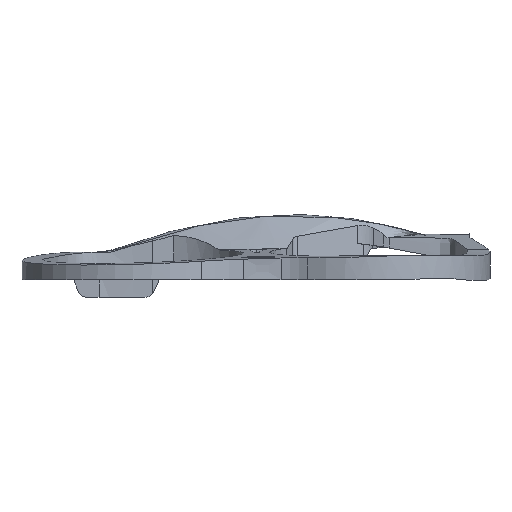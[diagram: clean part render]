
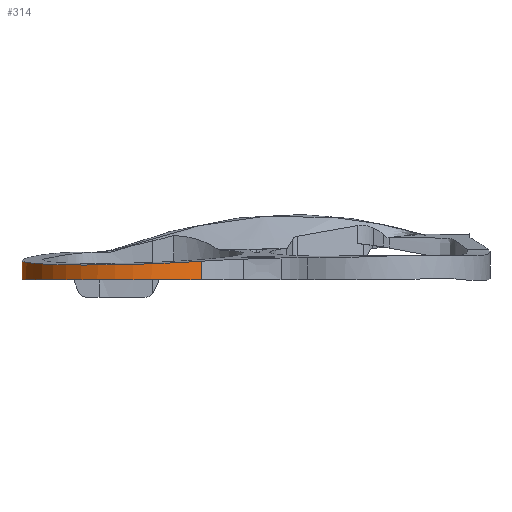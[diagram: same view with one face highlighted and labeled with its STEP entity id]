
A CAD part, front view. The second image highlights one B-rep face of the part: STEP entity #314.
In plain terms, the highlighted cylindrical face has radius 130 mm (diameter 260 mm), a partial arc.
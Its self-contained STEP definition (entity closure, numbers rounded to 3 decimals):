
#47=ELLIPSE('',#3173,130.317,130.);
#314=ADVANCED_FACE('',(#526),#388,.T.);
#388=CYLINDRICAL_SURFACE('',#3174,130.);
#526=FACE_OUTER_BOUND('',#678,.T.);
#678=EDGE_LOOP('',(#1889,#1890,#1891,#1892));
#853=LINE('',#13886,#1040);
#854=LINE('',#13906,#1042);
#1040=VECTOR('',#3597,1.);
#1042=VECTOR('',#3599,1.);
#1889=ORIENTED_EDGE('',*,*,#2742,.T.);
#1890=ORIENTED_EDGE('',*,*,#2762,.T.);
#1891=ORIENTED_EDGE('',*,*,#2763,.F.);
#1892=ORIENTED_EDGE('',*,*,#2760,.T.);
#2297=VERTEX_POINT('',#11964);
#2298=VERTEX_POINT('',#11983);
#2307=VERTEX_POINT('',#13887);
#2308=VERTEX_POINT('',#13907);
#2742=EDGE_CURVE('',#2298,#2297,#3048,.T.);
#2760=EDGE_CURVE('',#2307,#2298,#853,.T.);
#2762=EDGE_CURVE('',#2297,#2308,#854,.T.);
#2763=EDGE_CURVE('',#2307,#2308,#47,.T.);
#3048=B_SPLINE_CURVE_WITH_KNOTS('',3,(#11965,#11966,#11967,#11968,#11969,
#11970,#11971,#11972,#11973,#11974,#11975,#11976,#11977,#11978,#11979,#11980,
#11981,#11982),.UNSPECIFIED.,.F.,.F.,(4,2,2,2,2,2,2,2,4),(0.,0.125,0.25,
0.375,0.5,0.625,0.75,0.875,1.),.UNSPECIFIED.);
#3173=AXIS2_PLACEMENT_3D('',#13908,#3600,#3601);
#3174=AXIS2_PLACEMENT_3D('',#13909,#3602,#3603);
#3597=DIRECTION('',(0.,0.,-1.));
#3599=DIRECTION('',(0.,0.,1.));
#3600=DIRECTION('',(-0.032,-0.062,0.998));
#3601=DIRECTION('',(-0.464,-0.883,-0.07));
#3602=DIRECTION('',(0.,0.,-1.));
#3603=DIRECTION('',(1.,0.,0.));
#11964=CARTESIAN_POINT('',(-56.252,-238.802,-19.759));
#11965=CARTESIAN_POINT('',(-248.555,-120.98,-19.759));
#11966=CARTESIAN_POINT('',(-248.884,-132.35,-19.759));
#11967=CARTESIAN_POINT('',(-247.711,-143.763,-19.759));
#11968=CARTESIAN_POINT('',(-242.445,-165.894,-19.759));
#11969=CARTESIAN_POINT('',(-238.351,-176.612,-19.759));
#11970=CARTESIAN_POINT('',(-227.522,-196.618,-19.759));
#11971=CARTESIAN_POINT('',(-220.788,-205.906,-19.759));
#11972=CARTESIAN_POINT('',(-205.138,-222.418,-19.759));
#11973=CARTESIAN_POINT('',(-196.224,-229.64,-19.759));
#11974=CARTESIAN_POINT('',(-176.826,-241.525,-19.759));
#11975=CARTESIAN_POINT('',(-166.343,-246.187,-19.759));
#11976=CARTESIAN_POINT('',(-144.526,-252.631,-19.759));
#11977=CARTESIAN_POINT('',(-133.192,-254.413,-19.759));
#11978=CARTESIAN_POINT('',(-110.45,-254.975,-19.759));
#11979=CARTESIAN_POINT('',(-99.042,-253.755,-19.759));
#11980=CARTESIAN_POINT('',(-76.933,-248.397,-19.759));
#11981=CARTESIAN_POINT('',(-66.233,-244.258,-19.759));
#11982=CARTESIAN_POINT('',(-56.252,-238.802,-19.759));
#11983=CARTESIAN_POINT('',(-248.555,-120.98,-19.759));
#13886=CARTESIAN_POINT('',(-248.555,-120.98,19.422));
#13887=CARTESIAN_POINT('',(-248.555,-120.98,0.978));
#13906=CARTESIAN_POINT('',(-56.252,-238.802,19.422));
#13907=CARTESIAN_POINT('',(-56.252,-238.802,-0.061));
#13908=CARTESIAN_POINT('',(-118.609,-124.734,4.972));
#13909=CARTESIAN_POINT('',(-118.609,-124.734,19.422));
